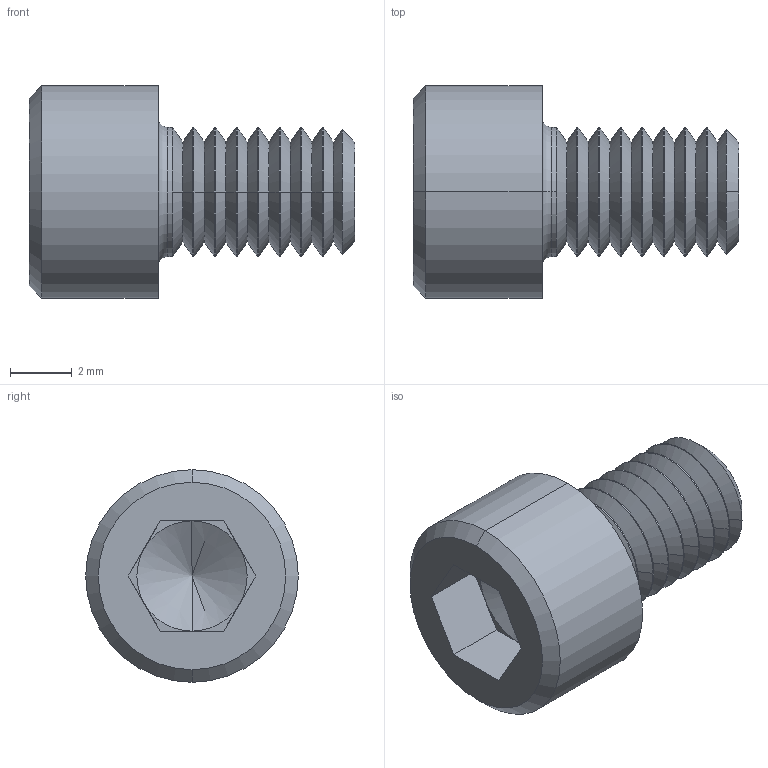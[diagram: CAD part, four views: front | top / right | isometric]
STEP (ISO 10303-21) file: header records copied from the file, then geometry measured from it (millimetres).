
FILE_DESCRIPTION (( 'STEP AP203' ), '1' );
FILE_NAME ('socket head cap screw_quanser ansi inch_HX-SHCS 0.164-32x0.25x0.25-S_sldprt.STEP', '2016-06-02T17:09:51', ( 'Shusen Zhang' ), ( 'MathWorks' ), 'SwSTEP 2.0', 'SolidWorks 2015', '' );
FILE_SCHEMA (( 'CONFIG_CONTROL_DESIGN' ));
Length unit declared in the file: inch
Products named in the file (1): socket head cap screw_quanser ansi inch_HX-SHCS 0.164-32x0.25x0.25-S_sldprt
Bounding box: 10.52 x 6.86 x 6.86 mm (x, y, z)
Volume: 197.7 mm3; surface area: 298.5 mm2
Topology: 1 solids, 1 shells, 73 faces, 182 edges, 111 vertices
Faces by surface type: cone 38, cylinder 18, plane 15, torus 2
Entity records: 2257 total; most frequent: DIRECTION 428, CARTESIAN_POINT 365, ORIENTED_EDGE 360, EDGE_CURVE 180, AXIS2_PLACEMENT_3D 174, VERTEX_POINT 111, CIRCLE 100, VECTOR 80
